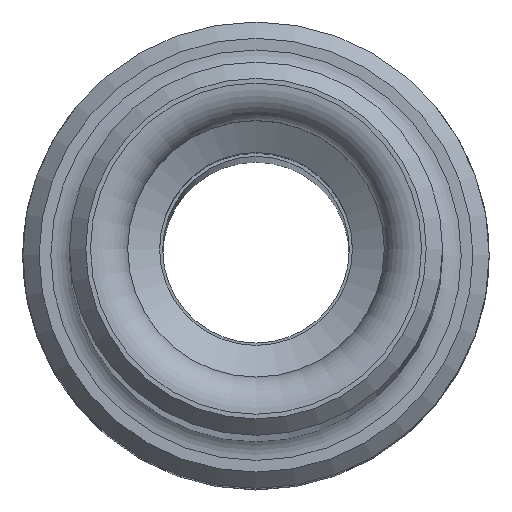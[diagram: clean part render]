
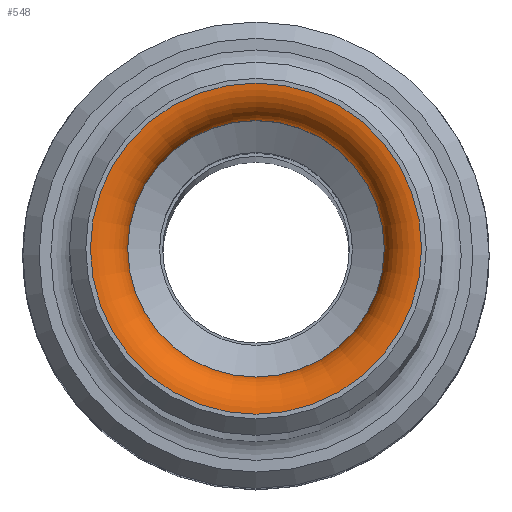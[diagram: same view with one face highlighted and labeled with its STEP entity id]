
A CAD part, top view. The second image highlights one B-rep face of the part: STEP entity #548.
In plain terms, the highlighted toroidal (fillet/blend) face has major radius 3.55 mm and minor radius 0.8 mm.
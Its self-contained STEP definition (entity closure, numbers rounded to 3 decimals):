
#22=TOROIDAL_SURFACE('',#605,3.55,0.8);
#118=ORIENTED_EDGE('',*,*,#160,.F.);
#119=ORIENTED_EDGE('',*,*,#147,.T.);
#147=EDGE_CURVE('',#181,#181,#203,.T.);
#160=EDGE_CURVE('',#190,#190,#212,.T.);
#181=VERTEX_POINT('',#780);
#190=VERTEX_POINT('',#816);
#203=CIRCLE('',#583,3.55);
#212=CIRCLE('',#606,2.75);
#256=EDGE_LOOP('',(#118));
#257=EDGE_LOOP('',(#119));
#308=FACE_BOUND('',#256,.T.);
#309=FACE_BOUND('',#257,.T.);
#548=ADVANCED_FACE('',(#308,#309),#22,.T.);
#583=AXIS2_PLACEMENT_3D('',#779,#668,#669);
#605=AXIS2_PLACEMENT_3D('',#814,#716,#717);
#606=AXIS2_PLACEMENT_3D('',#815,#718,#719);
#668=DIRECTION('',(0.,0.,1.));
#669=DIRECTION('',(1.,0.,0.));
#716=DIRECTION('',(0.,0.,1.));
#717=DIRECTION('',(1.,0.,0.));
#718=DIRECTION('',(0.,0.,1.));
#719=DIRECTION('',(1.,0.,0.));
#779=CARTESIAN_POINT('',(0.,0.,106.1));
#780=CARTESIAN_POINT('',(3.55,0.,106.1));
#814=CARTESIAN_POINT('',(0.,0.,105.3));
#815=CARTESIAN_POINT('',(0.,0.,105.3));
#816=CARTESIAN_POINT('',(2.75,0.,105.3));
